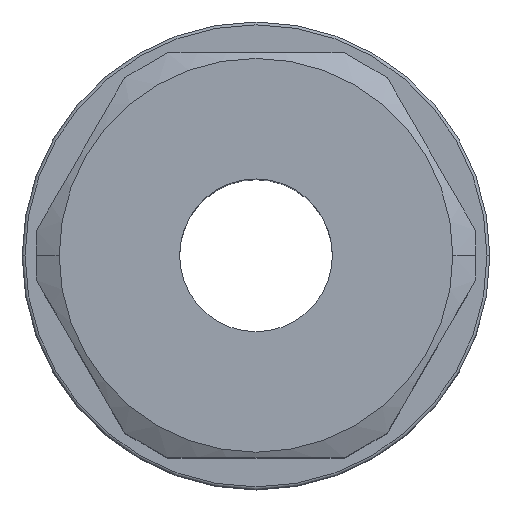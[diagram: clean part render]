
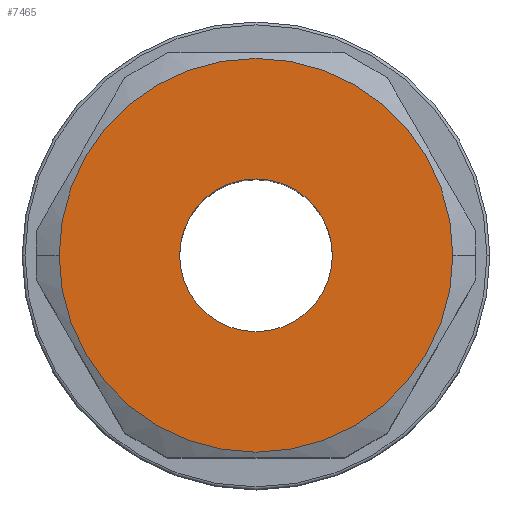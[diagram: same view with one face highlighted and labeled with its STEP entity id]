
A CAD part, top view. The second image highlights one B-rep face of the part: STEP entity #7465.
In plain terms, the highlighted planar face has unit normal (0, 0, 1).
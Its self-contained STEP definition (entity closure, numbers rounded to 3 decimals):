
#2729=CARTESIAN_POINT('',(24.5,24.5,33.));
#2730=DIRECTION('',(0.,0.,-1.));
#2731=DIRECTION('',(1.,0.,0.));
#2732=AXIS2_PLACEMENT_3D('',#2729,#2730,#2731);
#2734=CARTESIAN_POINT('',(24.5,24.5,33.));
#2735=DIRECTION('',(0.,0.,-1.));
#2736=DIRECTION('',(-1.,0.,0.));
#2737=AXIS2_PLACEMENT_3D('',#2734,#2735,#2736);
#2739=CARTESIAN_POINT('',(24.5,24.5,33.));
#2740=DIRECTION('',(0.,0.,1.));
#2741=DIRECTION('',(0.,1.,0.));
#2742=AXIS2_PLACEMENT_3D('',#2739,#2740,#2741);
#2744=CARTESIAN_POINT('',(24.5,24.5,33.));
#2745=DIRECTION('',(0.,0.,1.));
#2746=DIRECTION('',(0.,-1.,0.));
#2747=AXIS2_PLACEMENT_3D('',#2744,#2745,#2746);
#2881=CARTESIAN_POINT('',(45.125,24.5,33.));
#2882=CARTESIAN_POINT('',(3.875,24.5,33.));
#2883=VERTEX_POINT('',#2881);
#2884=VERTEX_POINT('',#2882);
#2885=CARTESIAN_POINT('',(24.5,32.5,33.));
#2886=CARTESIAN_POINT('',(24.5,16.5,33.));
#2887=VERTEX_POINT('',#2885);
#2888=VERTEX_POINT('',#2886);
#7450=CARTESIAN_POINT('',(24.5,24.5,33.));
#7451=DIRECTION('',(0.,0.,1.));
#7452=DIRECTION('',(-1.,0.,0.));
#7453=AXIS2_PLACEMENT_3D('',#7450,#7451,#7452);
#7454=PLANE('',#7453);
#7455=ORIENTED_EDGE('',*,*,#3959,.T.);
#7456=ORIENTED_EDGE('',*,*,#3929,.T.);
#7457=EDGE_LOOP('',(#7455,#7456));
#7458=FACE_OUTER_BOUND('',#7457,.F.);
#7460=ORIENTED_EDGE('',*,*,#7459,.T.);
#7462=ORIENTED_EDGE('',*,*,#7461,.T.);
#7463=EDGE_LOOP('',(#7460,#7462));
#7464=FACE_BOUND('',#7463,.F.);
#7465=ADVANCED_FACE('',(#7458,#7464),#7454,.T.);
#2733=CIRCLE('',#2732,20.625);
#2738=CIRCLE('',#2737,20.625);
#2743=CIRCLE('',#2742,8.);
#2748=CIRCLE('',#2747,8.);
#3929=EDGE_CURVE('',#2884,#2883,#2738,.T.);
#3959=EDGE_CURVE('',#2883,#2884,#2733,.T.);
#7459=EDGE_CURVE('',#2887,#2888,#2743,.T.);
#7461=EDGE_CURVE('',#2888,#2887,#2748,.T.);
